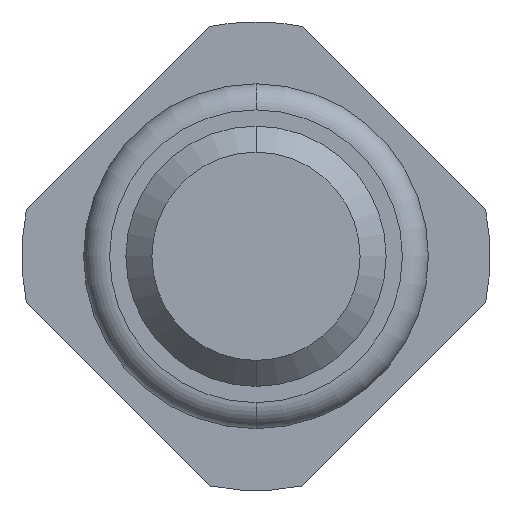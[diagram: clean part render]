
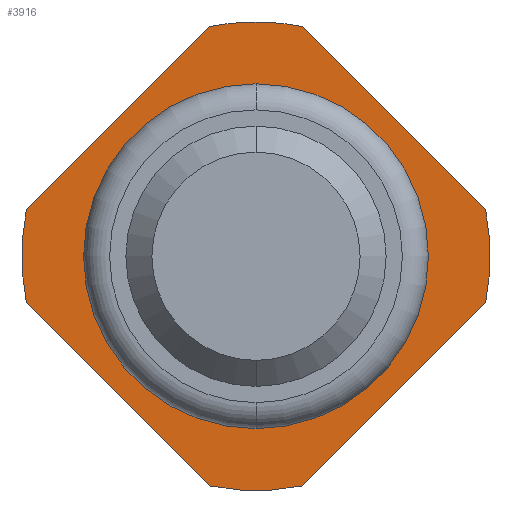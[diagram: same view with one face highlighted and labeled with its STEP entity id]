
A CAD part, front view. The second image highlights one B-rep face of the part: STEP entity #3916.
In plain terms, the highlighted planar face has unit normal (0, -1, 0).
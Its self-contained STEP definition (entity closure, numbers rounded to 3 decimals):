
#80 = CARTESIAN_POINT ( 'NONE',  ( -0.161, -2., -1.961 ) ) ;
#89 = CARTESIAN_POINT ( 'NONE',  ( 1.961, -2., -0.161 ) ) ;
#119 = CARTESIAN_POINT ( 'NONE',  ( 0., -2., 1.8 ) ) ;
#222 = CARTESIAN_POINT ( 'NONE',  ( -1.764, -2., 0.357 ) ) ;
#230 = VERTEX_POINT ( 'NONE', #4566 ) ;
#300 = ORIENTED_EDGE ( 'NONE', *, *, #679, .F. ) ;
#309 = ORIENTED_EDGE ( 'NONE', *, *, #2458, .F. ) ;
#335 = VECTOR ( 'NONE', #3252, 1000. ) ;
#480 = DIRECTION ( 'NONE',  ( -0.707, 0., -0.707 ) ) ;
#517 = VECTOR ( 'NONE', #2154, 1000. ) ;
#560 = AXIS2_PLACEMENT_3D ( 'NONE', #3008, #685, #1095 ) ;
#569 = VECTOR ( 'NONE', #3917, 1000. ) ;
#600 = VERTEX_POINT ( 'NONE', #4825 ) ;
#626 = AXIS2_PLACEMENT_3D ( 'NONE', #1794, #4829, #4501 ) ;
#627 = LINE ( 'NONE', #80, #569 ) ;
#679 = EDGE_CURVE ( 'Defeature ausgef�hrt3_18+Defeature ausgef�hrt3_0+Defeature ausgef�hrt3_2+Defeature ausgef�hrt3_1', #3419, #3065, #2031, .T. ) ;
#685 = DIRECTION ( 'NONE',  ( 0., 1., 0. ) ) ;
#686 = DIRECTION ( 'NONE',  ( 0., 1., 0. ) ) ;
#732 = DIRECTION ( 'NONE',  ( 0., 1., 0. ) ) ;
#733 = DIRECTION ( 'NONE',  ( 0., 0., 1. ) ) ;
#838 = ORIENTED_EDGE ( 'NONE', *, *, #1981, .F. ) ;
#844 = VERTEX_POINT ( 'NONE', #119 ) ;
#996 = CARTESIAN_POINT ( 'NONE',  ( 0.357, -2., -1.764 ) ) ;
#1002 = VECTOR ( 'NONE', #480, 1000. ) ;
#1095 = DIRECTION ( 'NONE',  ( 0., 0., 1. ) ) ;
#1138 = DIRECTION ( 'NONE',  ( 0., 0., 1. ) ) ;
#1216 = VERTEX_POINT ( 'NONE', #2379 ) ;
#1251 = DIRECTION ( 'NONE',  ( 0., 0., 1. ) ) ;
#1407 = EDGE_CURVE ( 'Defeature ausgef�hrt3_15+Defeature ausgef�hrt3_0+Defeature ausgef�hrt3_1+Defeature ausgef�hrt3_4', #600, #2714, #2689, .T. ) ;
#1515 = VERTEX_POINT ( 'NONE', #1799 ) ;
#1569 = CARTESIAN_POINT ( 'NONE',  ( 0., -2., 0. ) ) ;
#1601 = EDGE_CURVE ( 'Defeature ausgef�hrt3_4+Defeature ausgef�hrt3_0+Defeature ausgef�hrt3_15+Defeature ausgef�hrt3_16', #2714, #1216, #1786, .T. ) ;
#1664 = FACE_BOUND ( 'NONE', #3597, .T. ) ;
#1695 = ORIENTED_EDGE ( 'NONE', *, *, #1601, .F. ) ;
#1724 = CIRCLE ( 'NONE', #4378, 1.325 ) ;
#1786 = CIRCLE ( 'NONE', #560, 1.8 ) ;
#1794 = CARTESIAN_POINT ( 'NONE',  ( 1.8, -2., 0. ) ) ;
#1799 = CARTESIAN_POINT ( 'NONE',  ( -1.764, -2., -0.357 ) ) ;
#1808 = ORIENTED_EDGE ( 'NONE', *, *, #4060, .T. ) ;
#1981 = EDGE_CURVE ( 'Defeature ausgef�hrt3_2+Defeature ausgef�hrt3_0+Defeature ausgef�hrt3_17+Defeature ausgef�hrt3_18', #3056, #844, #4809, .T. ) ;
#2031 = LINE ( 'NONE', #3295, #517 ) ;
#2055 = ORIENTED_EDGE ( 'NONE', *, *, #2861, .F. ) ;
#2074 = CARTESIAN_POINT ( 'NONE',  ( 0.357, -2., 1.764 ) ) ;
#2076 = EDGE_CURVE ( 'Defeature ausgef�hrt3_17+Defeature ausgef�hrt3_0+Defeature ausgef�hrt3_3+Defeature ausgef�hrt3_2', #3830, #3056, #4757, .T. ) ;
#2154 = DIRECTION ( 'NONE',  ( 0.707, 0., -0.707 ) ) ;
#2311 = CIRCLE ( 'NONE', #2887, 1.8 ) ;
#2325 = ORIENTED_EDGE ( 'NONE', *, *, #2364, .F. ) ;
#2355 = CARTESIAN_POINT ( 'NONE',  ( 0., -2., 0. ) ) ;
#2364 = EDGE_CURVE ( 'Defeature ausgef�hrt3_2+Defeature ausgef�hrt3_0+Defeature ausgef�hrt3_17+Defeature ausgef�hrt3_18', #844, #3419, #2311, .T. ) ;
#2379 = CARTESIAN_POINT ( 'NONE',  ( -0.357, -2., -1.764 ) ) ;
#2439 = DIRECTION ( 'NONE',  ( 0., 1., 0. ) ) ;
#2458 = EDGE_CURVE ( 'Defeature ausgef�hrt3_16+Defeature ausgef�hrt3_0+Defeature ausgef�hrt3_4+Defeature ausgef�hrt3_3', #1216, #1515, #627, .T. ) ;
#2550 = PLANE ( 'NONE',  #626 ) ;
#2603 = AXIS2_PLACEMENT_3D ( 'NONE', #3791, #4160, #733 ) ;
#2625 = CARTESIAN_POINT ( 'NONE',  ( -0.357, -2., 1.764 ) ) ;
#2634 = CARTESIAN_POINT ( 'NONE',  ( 0., -2., 1.325 ) ) ;
#2641 = ORIENTED_EDGE ( 'NONE', *, *, #1407, .F. ) ;
#2685 = FACE_OUTER_BOUND ( 'NONE', #4557, .T. ) ;
#2689 = LINE ( 'NONE', #89, #1002 ) ;
#2714 = VERTEX_POINT ( 'NONE', #996 ) ;
#2734 = DIRECTION ( 'NONE',  ( 0., 1., 0. ) ) ;
#2844 = DIRECTION ( 'NONE',  ( 0., 0., 1. ) ) ;
#2861 = EDGE_CURVE ( 'Defeature ausgef�hrt3_3+Defeature ausgef�hrt3_0+Defeature ausgef�hrt3_16+Defeature ausgef�hrt3_17', #1515, #3830, #3741, .T. ) ;
#2862 = CIRCLE ( 'NONE', #4223, 1.8 ) ;
#2887 = AXIS2_PLACEMENT_3D ( 'NONE', #1569, #732, #1138 ) ;
#2896 = CARTESIAN_POINT ( 'NONE',  ( 0., -2., 0. ) ) ;
#3008 = CARTESIAN_POINT ( 'NONE',  ( 0., -2., 0. ) ) ;
#3035 = AXIS2_PLACEMENT_3D ( 'NONE', #3963, #2439, #1251 ) ;
#3056 = VERTEX_POINT ( 'NONE', #2625 ) ;
#3065 = VERTEX_POINT ( 'NONE', #3360 ) ;
#3235 = CARTESIAN_POINT ( 'NONE',  ( -0.161, -2., 1.961 ) ) ;
#3252 = DIRECTION ( 'NONE',  ( 0.707, 0., 0.707 ) ) ;
#3295 = CARTESIAN_POINT ( 'NONE',  ( 1.961, -2., 0.161 ) ) ;
#3360 = CARTESIAN_POINT ( 'NONE',  ( 1.764, -2., 0.357 ) ) ;
#3419 = VERTEX_POINT ( 'NONE', #2074 ) ;
#3597 = EDGE_LOOP ( 'NONE', ( #1808, #4442 ) ) ;
#3632 = DIRECTION ( 'NONE',  ( 0., 1., 0. ) ) ;
#3741 = CIRCLE ( 'NONE', #4756, 1.8 ) ;
#3791 = CARTESIAN_POINT ( 'NONE',  ( 0., -2., 0. ) ) ;
#3830 = VERTEX_POINT ( 'NONE', #222 ) ;
#3909 = DIRECTION ( 'NONE',  ( 0., 0., 1. ) ) ;
#3916 = ADVANCED_FACE ( 'Defeature ausgef�hrt3_0', ( #1664, #2685 ), #2550, .F. ) ;
#3917 = DIRECTION ( 'NONE',  ( -0.707, 0., 0.707 ) ) ;
#3963 = CARTESIAN_POINT ( 'NONE',  ( 0., -2., 0. ) ) ;
#3993 = ORIENTED_EDGE ( 'NONE', *, *, #2076, .F. ) ;
#4060 = EDGE_CURVE ( 'Defeature ausgef�hrt3_0+Defeature ausgef�hrt3_12+Defeature ausgef�hrt3_12+Defeature ausgef�hrt3_12', #4212, #230, #4394, .T. ) ;
#4112 = DIRECTION ( 'NONE',  ( 0., 0., 1. ) ) ;
#4137 = CARTESIAN_POINT ( 'NONE',  ( 0., -2., 0. ) ) ;
#4160 = DIRECTION ( 'NONE',  ( 0., 1., 0. ) ) ;
#4212 = VERTEX_POINT ( 'NONE', #2634 ) ;
#4223 = AXIS2_PLACEMENT_3D ( 'NONE', #4137, #686, #4112 ) ;
#4234 = ORIENTED_EDGE ( 'NONE', *, *, #4490, .F. ) ;
#4378 = AXIS2_PLACEMENT_3D ( 'NONE', #2355, #2734, #3909 ) ;
#4394 = CIRCLE ( 'NONE', #2603, 1.325 ) ;
#4442 = ORIENTED_EDGE ( 'NONE', *, *, #4897, .T. ) ;
#4490 = EDGE_CURVE ( 'Defeature ausgef�hrt3_1+Defeature ausgef�hrt3_0+Defeature ausgef�hrt3_18+Defeature ausgef�hrt3_15', #3065, #600, #2862, .T. ) ;
#4501 = DIRECTION ( 'NONE',  ( 0., 0., 1. ) ) ;
#4557 = EDGE_LOOP ( 'NONE', ( #300, #2325, #838, #3993, #2055, #309, #1695, #2641, #4234 ) ) ;
#4566 = CARTESIAN_POINT ( 'NONE',  ( 0., -2., -1.325 ) ) ;
#4756 = AXIS2_PLACEMENT_3D ( 'NONE', #2896, #3632, #2844 ) ;
#4757 = LINE ( 'NONE', #3235, #335 ) ;
#4809 = CIRCLE ( 'NONE', #3035, 1.8 ) ;
#4825 = CARTESIAN_POINT ( 'NONE',  ( 1.764, -2., -0.357 ) ) ;
#4829 = DIRECTION ( 'NONE',  ( 0., 1., 0. ) ) ;
#4897 = EDGE_CURVE ( 'Defeature ausgef�hrt3_0+Defeature ausgef�hrt3_12+Defeature ausgef�hrt3_12+Defeature ausgef�hrt3_12', #230, #4212, #1724, .T. ) ;
